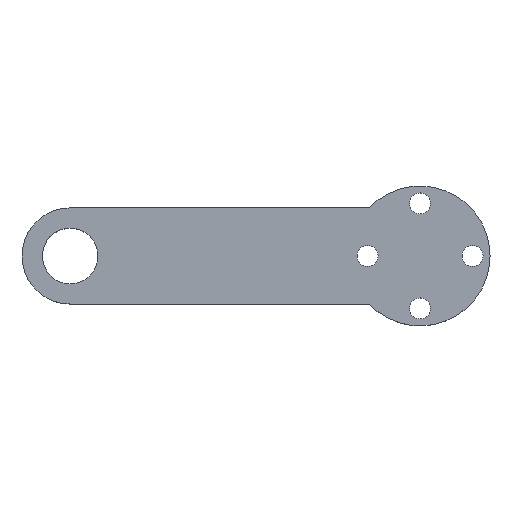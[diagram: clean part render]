
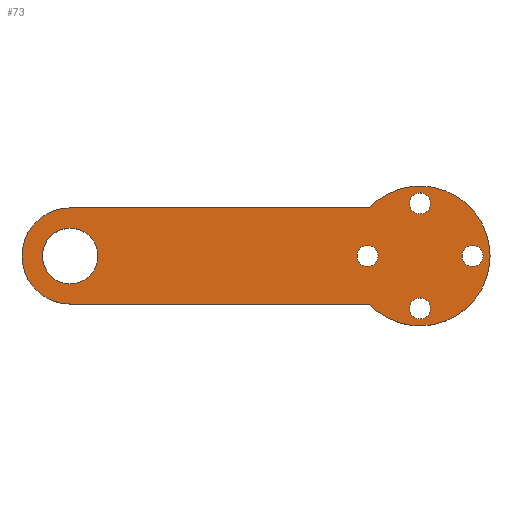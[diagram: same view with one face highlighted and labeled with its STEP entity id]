
A CAD part, top view. The second image highlights one B-rep face of the part: STEP entity #73.
In plain terms, the highlighted planar face has unit normal (0, 0, 1).
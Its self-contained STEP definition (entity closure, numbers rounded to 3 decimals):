
#18 = DIRECTION ( 'NONE',  ( 0., 0., 1. ) ) ;
#20 = CARTESIAN_POINT ( 'NONE',  ( -5.809, -5.5, 4. ) ) ;
#29 = FACE_BOUND ( 'NONE', #430, .T. ) ;
#32 = AXIS2_PLACEMENT_3D ( 'NONE', #542, #443, #81 ) ;
#39 = FACE_BOUND ( 'NONE', #197, .T. ) ;
#40 = VECTOR ( 'NONE', #611, 1000. ) ;
#41 = VERTEX_POINT ( 'NONE', #641 ) ;
#42 = EDGE_CURVE ( 'NONE', #564, #639, #534, .T. ) ;
#43 = DIRECTION ( 'NONE',  ( 1., 0., 0. ) ) ;
#44 = DIRECTION ( 'NONE',  ( -1., 0., 0. ) ) ;
#46 = CARTESIAN_POINT ( 'NONE',  ( -40., -5.5, 4. ) ) ;
#47 = EDGE_CURVE ( 'NONE', #50, #139, #308, .T. ) ;
#50 = VERTEX_POINT ( 'NONE', #380 ) ;
#52 = CARTESIAN_POINT ( 'NONE',  ( 1.2, 6., 4. ) ) ;
#54 = ORIENTED_EDGE ( 'NONE', *, *, #347, .F. ) ;
#57 = VERTEX_POINT ( 'NONE', #441 ) ;
#62 = DIRECTION ( 'NONE',  ( 1., 0., 0. ) ) ;
#70 = ORIENTED_EDGE ( 'NONE', *, *, #448, .T. ) ;
#73 = ADVANCED_FACE ( 'NONE', ( #662, #39, #29, #404, #665, #183 ), #671, .T. ) ;
#80 = CIRCLE ( 'NONE', #296, 1.2 ) ;
#81 = DIRECTION ( 'NONE',  ( 1., 0., 0. ) ) ;
#83 = CARTESIAN_POINT ( 'NONE',  ( -40., 0., 4. ) ) ;
#89 = CARTESIAN_POINT ( 'NONE',  ( -45.5, 0., 4. ) ) ;
#99 = AXIS2_PLACEMENT_3D ( 'NONE', #434, #531, #478 ) ;
#104 = EDGE_CURVE ( 'NONE', #672, #346, #80, .T. ) ;
#108 = ORIENTED_EDGE ( 'NONE', *, *, #570, .F. ) ;
#111 = VERTEX_POINT ( 'NONE', #227 ) ;
#115 = DIRECTION ( 'NONE',  ( 0., 0., 1. ) ) ;
#123 = CARTESIAN_POINT ( 'NONE',  ( -40., 0., 4. ) ) ;
#133 = CARTESIAN_POINT ( 'NONE',  ( 4.8, 0., 4. ) ) ;
#135 = AXIS2_PLACEMENT_3D ( 'NONE', #451, #140, #602 ) ;
#136 = DIRECTION ( 'NONE',  ( 1., 0., 0. ) ) ;
#139 = VERTEX_POINT ( 'NONE', #438 ) ;
#140 = DIRECTION ( 'NONE',  ( 0., 0., 1. ) ) ;
#143 = AXIS2_PLACEMENT_3D ( 'NONE', #640, #256, #361 ) ;
#147 = AXIS2_PLACEMENT_3D ( 'NONE', #291, #302, #251 ) ;
#151 = EDGE_LOOP ( 'NONE', ( #267, #54 ) ) ;
#164 = CARTESIAN_POINT ( 'NONE',  ( -40., 0., 4. ) ) ;
#165 = EDGE_CURVE ( 'NONE', #346, #672, #676, .T. ) ;
#166 = DIRECTION ( 'NONE',  ( 1., 0., 0. ) ) ;
#168 = DIRECTION ( 'NONE',  ( 1., 0., 0. ) ) ;
#177 = EDGE_CURVE ( 'NONE', #354, #374, #458, .T. ) ;
#178 = CARTESIAN_POINT ( 'NONE',  ( -40., 0., 4. ) ) ;
#183 = FACE_OUTER_BOUND ( 'NONE', #293, .T. ) ;
#188 = CARTESIAN_POINT ( 'NONE',  ( 6., 0., 4. ) ) ;
#197 = EDGE_LOOP ( 'NONE', ( #244, #108 ) ) ;
#198 = CARTESIAN_POINT ( 'NONE',  ( -43.175, 0., 4. ) ) ;
#206 = ORIENTED_EDGE ( 'NONE', *, *, #539, .F. ) ;
#220 = EDGE_CURVE ( 'NONE', #428, #111, #483, .T. ) ;
#227 = CARTESIAN_POINT ( 'NONE',  ( -1.2, 6., 4. ) ) ;
#229 = DIRECTION ( 'NONE',  ( 1., 0., 0. ) ) ;
#235 = CARTESIAN_POINT ( 'NONE',  ( -40., -5.5, 4. ) ) ;
#236 = AXIS2_PLACEMENT_3D ( 'NONE', #83, #271, #239 ) ;
#238 = AXIS2_PLACEMENT_3D ( 'NONE', #551, #613, #229 ) ;
#239 = DIRECTION ( 'NONE',  ( 1., 0., 0. ) ) ;
#244 = ORIENTED_EDGE ( 'NONE', *, *, #350, .F. ) ;
#246 = CARTESIAN_POINT ( 'NONE',  ( -40., 5.5, 4. ) ) ;
#247 = AXIS2_PLACEMENT_3D ( 'NONE', #449, #510, #43 ) ;
#249 = CARTESIAN_POINT ( 'NONE',  ( -36.825, 0., 4. ) ) ;
#251 = DIRECTION ( 'NONE',  ( 1., 0., 0. ) ) ;
#253 = VERTEX_POINT ( 'NONE', #20 ) ;
#256 = DIRECTION ( 'NONE',  ( 0., 0., 1. ) ) ;
#267 = ORIENTED_EDGE ( 'NONE', *, *, #177, .F. ) ;
#269 = DIRECTION ( 'NONE',  ( 0., 0., 1. ) ) ;
#271 = DIRECTION ( 'NONE',  ( 0., 0., 1. ) ) ;
#277 = CIRCLE ( 'NONE', #135, 8. ) ;
#285 = ORIENTED_EDGE ( 'NONE', *, *, #220, .F. ) ;
#290 = EDGE_CURVE ( 'NONE', #639, #253, #471, .T. ) ;
#291 = CARTESIAN_POINT ( 'NONE',  ( 0., 6., 4. ) ) ;
#293 = EDGE_LOOP ( 'NONE', ( #484, #294, #554, #647, #70 ) ) ;
#294 = ORIENTED_EDGE ( 'NONE', *, *, #42, .T. ) ;
#296 = AXIS2_PLACEMENT_3D ( 'NONE', #188, #489, #496 ) ;
#298 = VECTOR ( 'NONE', #44, 1000. ) ;
#299 = EDGE_CURVE ( 'NONE', #253, #336, #277, .T. ) ;
#302 = DIRECTION ( 'NONE',  ( 0., 0., 1. ) ) ;
#308 = CIRCLE ( 'NONE', #99, 1.2 ) ;
#323 = ORIENTED_EDGE ( 'NONE', *, *, #165, .F. ) ;
#327 = CIRCLE ( 'NONE', #147, 1.2 ) ;
#334 = CARTESIAN_POINT ( 'NONE',  ( 6., 0., 4. ) ) ;
#336 = VERTEX_POINT ( 'NONE', #660 ) ;
#346 = VERTEX_POINT ( 'NONE', #403 ) ;
#347 = EDGE_CURVE ( 'NONE', #374, #354, #485, .T. ) ;
#350 = EDGE_CURVE ( 'NONE', #57, #41, #536, .T. ) ;
#354 = VERTEX_POINT ( 'NONE', #249 ) ;
#357 = AXIS2_PLACEMENT_3D ( 'NONE', #178, #390, #136 ) ;
#358 = VERTEX_POINT ( 'NONE', #566 ) ;
#361 = DIRECTION ( 'NONE',  ( 1., 0., 0. ) ) ;
#369 = AXIS2_PLACEMENT_3D ( 'NONE', #334, #535, #596 ) ;
#370 = ORIENTED_EDGE ( 'NONE', *, *, #623, .F. ) ;
#374 = VERTEX_POINT ( 'NONE', #198 ) ;
#380 = CARTESIAN_POINT ( 'NONE',  ( -7.2, 0., 4. ) ) ;
#390 = DIRECTION ( 'NONE',  ( 0., 0., 1. ) ) ;
#403 = CARTESIAN_POINT ( 'NONE',  ( 7.2, 0., 4. ) ) ;
#404 = FACE_BOUND ( 'NONE', #417, .T. ) ;
#417 = EDGE_LOOP ( 'NONE', ( #285, #370 ) ) ;
#428 = VERTEX_POINT ( 'NONE', #52 ) ;
#430 = EDGE_LOOP ( 'NONE', ( #206, #569 ) ) ;
#433 = ORIENTED_EDGE ( 'NONE', *, *, #104, .F. ) ;
#434 = CARTESIAN_POINT ( 'NONE',  ( -6., 0., 4. ) ) ;
#438 = CARTESIAN_POINT ( 'NONE',  ( -4.8, 0., 4. ) ) ;
#441 = CARTESIAN_POINT ( 'NONE',  ( 1.2, -6., 4. ) ) ;
#443 = DIRECTION ( 'NONE',  ( 0., 0., 1. ) ) ;
#447 = CIRCLE ( 'NONE', #618, 1.2 ) ;
#448 = EDGE_CURVE ( 'NONE', #336, #358, #617, .T. ) ;
#449 = CARTESIAN_POINT ( 'NONE',  ( 0., -6., 4. ) ) ;
#451 = CARTESIAN_POINT ( 'NONE',  ( 0., 0., 4. ) ) ;
#458 = CIRCLE ( 'NONE', #544, 3.175 ) ;
#471 = LINE ( 'NONE', #235, #40 ) ;
#478 = DIRECTION ( 'NONE',  ( 1., 0., 0. ) ) ;
#483 = CIRCLE ( 'NONE', #143, 1.2 ) ;
#484 = ORIENTED_EDGE ( 'NONE', *, *, #673, .T. ) ;
#485 = CIRCLE ( 'NONE', #357, 3.175 ) ;
#487 = CIRCLE ( 'NONE', #32, 5.5 ) ;
#489 = DIRECTION ( 'NONE',  ( 0., 0., 1. ) ) ;
#496 = DIRECTION ( 'NONE',  ( 1., 0., 0. ) ) ;
#510 = DIRECTION ( 'NONE',  ( 0., 0., 1. ) ) ;
#529 = CARTESIAN_POINT ( 'NONE',  ( -6., 0., 4. ) ) ;
#531 = DIRECTION ( 'NONE',  ( 0., 0., 1. ) ) ;
#534 = CIRCLE ( 'NONE', #615, 5.5 ) ;
#535 = DIRECTION ( 'NONE',  ( 0., 0., 1. ) ) ;
#536 = CIRCLE ( 'NONE', #238, 1.2 ) ;
#539 = EDGE_CURVE ( 'NONE', #139, #50, #447, .T. ) ;
#542 = CARTESIAN_POINT ( 'NONE',  ( -40., 0., 4. ) ) ;
#544 = AXIS2_PLACEMENT_3D ( 'NONE', #123, #269, #62 ) ;
#548 = CIRCLE ( 'NONE', #247, 1.2 ) ;
#551 = CARTESIAN_POINT ( 'NONE',  ( 0., -6., 4. ) ) ;
#554 = ORIENTED_EDGE ( 'NONE', *, *, #290, .T. ) ;
#562 = EDGE_LOOP ( 'NONE', ( #323, #433 ) ) ;
#564 = VERTEX_POINT ( 'NONE', #89 ) ;
#566 = CARTESIAN_POINT ( 'NONE',  ( -40., 5.5, 4. ) ) ;
#569 = ORIENTED_EDGE ( 'NONE', *, *, #47, .F. ) ;
#570 = EDGE_CURVE ( 'NONE', #41, #57, #548, .T. ) ;
#596 = DIRECTION ( 'NONE',  ( 1., 0., 0. ) ) ;
#602 = DIRECTION ( 'NONE',  ( 1., 0., 0. ) ) ;
#611 = DIRECTION ( 'NONE',  ( 1., 0., 0. ) ) ;
#613 = DIRECTION ( 'NONE',  ( 0., 0., 1. ) ) ;
#615 = AXIS2_PLACEMENT_3D ( 'NONE', #164, #115, #168 ) ;
#617 = LINE ( 'NONE', #246, #298 ) ;
#618 = AXIS2_PLACEMENT_3D ( 'NONE', #529, #18, #166 ) ;
#623 = EDGE_CURVE ( 'NONE', #111, #428, #327, .T. ) ;
#639 = VERTEX_POINT ( 'NONE', #46 ) ;
#640 = CARTESIAN_POINT ( 'NONE',  ( 0., 6., 4. ) ) ;
#641 = CARTESIAN_POINT ( 'NONE',  ( -1.2, -6., 4. ) ) ;
#647 = ORIENTED_EDGE ( 'NONE', *, *, #299, .T. ) ;
#660 = CARTESIAN_POINT ( 'NONE',  ( -5.809, 5.5, 4. ) ) ;
#662 = FACE_BOUND ( 'NONE', #151, .T. ) ;
#665 = FACE_BOUND ( 'NONE', #562, .T. ) ;
#671 = PLANE ( 'NONE',  #236 ) ;
#672 = VERTEX_POINT ( 'NONE', #133 ) ;
#673 = EDGE_CURVE ( 'NONE', #358, #564, #487, .T. ) ;
#676 = CIRCLE ( 'NONE', #369, 1.2 ) ;
